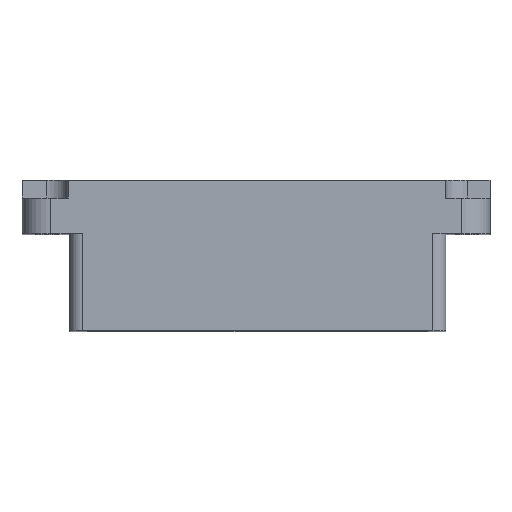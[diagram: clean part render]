
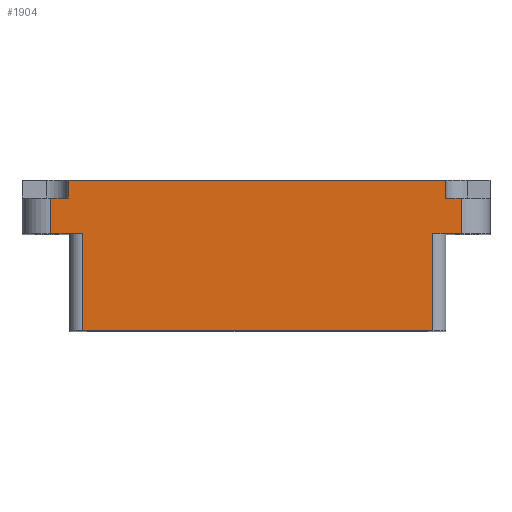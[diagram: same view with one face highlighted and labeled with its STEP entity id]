
A CAD part, top view. The second image highlights one B-rep face of the part: STEP entity #1904.
In plain terms, the highlighted planar face has unit normal (0, 0, 1).
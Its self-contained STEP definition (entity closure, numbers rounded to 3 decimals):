
#91=PLANE('',#2074);
#187=FACE_OUTER_BOUND('',#303,.T.);
#303=EDGE_LOOP('',(#1614,#1615,#1616,#1617,#1618,#1619,#1620,#1621,#1622,
#1623,#1624,#1625));
#435=LINE('',#2978,#629);
#437=LINE('',#2984,#631);
#461=LINE('',#3052,#655);
#466=LINE('',#3062,#660);
#490=LINE('',#3126,#684);
#492=LINE('',#3132,#686);
#493=LINE('',#3134,#687);
#494=LINE('',#3136,#688);
#495=LINE('',#3138,#689);
#496=LINE('',#3140,#690);
#497=LINE('',#3141,#691);
#498=LINE('',#3142,#692);
#629=VECTOR('',#2433,10.);
#631=VECTOR('',#2439,10.);
#655=VECTOR('',#2499,10.);
#660=VECTOR('',#2508,10.);
#684=VECTOR('',#2568,10.);
#686=VECTOR('',#2574,10.);
#687=VECTOR('',#2575,10.);
#688=VECTOR('',#2576,10.);
#689=VECTOR('',#2577,10.);
#690=VECTOR('',#2578,10.);
#691=VECTOR('',#2579,10.);
#692=VECTOR('',#2580,10.);
#896=VERTEX_POINT('',#2974);
#897=VERTEX_POINT('',#2976);
#899=VERTEX_POINT('',#2982);
#924=VERTEX_POINT('',#3049);
#925=VERTEX_POINT('',#3051);
#928=VERTEX_POINT('',#3061);
#950=VERTEX_POINT('',#3125);
#952=VERTEX_POINT('',#3131);
#953=VERTEX_POINT('',#3133);
#954=VERTEX_POINT('',#3135);
#955=VERTEX_POINT('',#3137);
#956=VERTEX_POINT('',#3139);
#1129=EDGE_CURVE('',#896,#897,#435,.T.);
#1132=EDGE_CURVE('',#897,#899,#437,.T.);
#1164=EDGE_CURVE('',#925,#924,#461,.T.);
#1169=EDGE_CURVE('',#928,#925,#466,.T.);
#1200=EDGE_CURVE('',#928,#950,#490,.T.);
#1203=EDGE_CURVE('',#899,#952,#492,.T.);
#1204=EDGE_CURVE('',#953,#952,#493,.T.);
#1205=EDGE_CURVE('',#953,#954,#494,.T.);
#1206=EDGE_CURVE('',#955,#954,#495,.T.);
#1207=EDGE_CURVE('',#956,#955,#496,.T.);
#1208=EDGE_CURVE('',#950,#956,#497,.T.);
#1209=EDGE_CURVE('',#924,#896,#498,.T.);
#1614=ORIENTED_EDGE('',*,*,#1129,.T.);
#1615=ORIENTED_EDGE('',*,*,#1132,.T.);
#1616=ORIENTED_EDGE('',*,*,#1203,.T.);
#1617=ORIENTED_EDGE('',*,*,#1204,.F.);
#1618=ORIENTED_EDGE('',*,*,#1205,.T.);
#1619=ORIENTED_EDGE('',*,*,#1206,.F.);
#1620=ORIENTED_EDGE('',*,*,#1207,.F.);
#1621=ORIENTED_EDGE('',*,*,#1208,.F.);
#1622=ORIENTED_EDGE('',*,*,#1200,.F.);
#1623=ORIENTED_EDGE('',*,*,#1169,.T.);
#1624=ORIENTED_EDGE('',*,*,#1164,.T.);
#1625=ORIENTED_EDGE('',*,*,#1209,.T.);
#1904=ADVANCED_FACE('',(#187),#91,.T.);
#2074=AXIS2_PLACEMENT_3D('',#3130,#2572,#2573);
#2433=DIRECTION('',(0.,-1.,0.));
#2439=DIRECTION('',(-1.,0.,0.));
#2499=DIRECTION('',(0.,1.,0.));
#2508=DIRECTION('',(-1.,0.,0.));
#2568=DIRECTION('',(0.,-1.,0.));
#2572=DIRECTION('center_axis',(0.,0.,1.));
#2573=DIRECTION('ref_axis',(-1.,0.,0.));
#2574=DIRECTION('',(0.,-1.,0.));
#2575=DIRECTION('',(-1.,0.,0.));
#2576=DIRECTION('',(0.,-1.,0.));
#2577=DIRECTION('',(-1.,0.,0.));
#2578=DIRECTION('',(0.,-1.,0.));
#2579=DIRECTION('',(-1.,0.,0.));
#2580=DIRECTION('',(-1.,0.,0.));
#2974=CARTESIAN_POINT('',(8.479,8.509,98.831));
#2976=CARTESIAN_POINT('',(8.479,5.334,98.831));
#2978=CARTESIAN_POINT('',(8.479,8.509,98.831));
#2982=CARTESIAN_POINT('',(5.348,5.334,98.831));
#2984=CARTESIAN_POINT('',(41.183,5.334,98.831));
#3049=CARTESIAN_POINT('',(75.191,8.509,98.831));
#3051=CARTESIAN_POINT('',(75.191,5.334,98.831));
#3052=CARTESIAN_POINT('',(75.191,8.509,98.831));
#3061=CARTESIAN_POINT('',(77.992,5.334,98.831));
#3062=CARTESIAN_POINT('',(78.561,5.334,98.831));
#3125=CARTESIAN_POINT('',(77.992,-0.991,98.831));
#3126=CARTESIAN_POINT('',(77.992,8.509,98.831));
#3130=CARTESIAN_POINT('Origin',(77.992,8.509,98.831));
#3131=CARTESIAN_POINT('',(5.348,-0.991,98.831));
#3132=CARTESIAN_POINT('',(5.348,8.509,98.831));
#3133=CARTESIAN_POINT('',(10.992,-0.991,98.831));
#3134=CARTESIAN_POINT('',(77.992,-0.991,98.831));
#3135=CARTESIAN_POINT('',(10.992,-18.161,98.831));
#3136=CARTESIAN_POINT('',(10.992,8.509,98.831));
#3137=CARTESIAN_POINT('',(72.968,-18.161,98.831));
#3138=CARTESIAN_POINT('',(72.968,-18.161,98.831));
#3139=CARTESIAN_POINT('',(72.968,-0.991,98.831));
#3140=CARTESIAN_POINT('',(72.968,8.509,98.831));
#3141=CARTESIAN_POINT('',(77.992,-0.991,98.831));
#3142=CARTESIAN_POINT('',(77.992,8.509,98.831));
